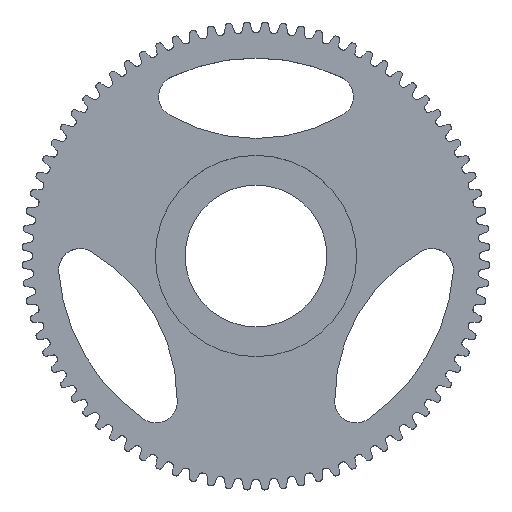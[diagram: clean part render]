
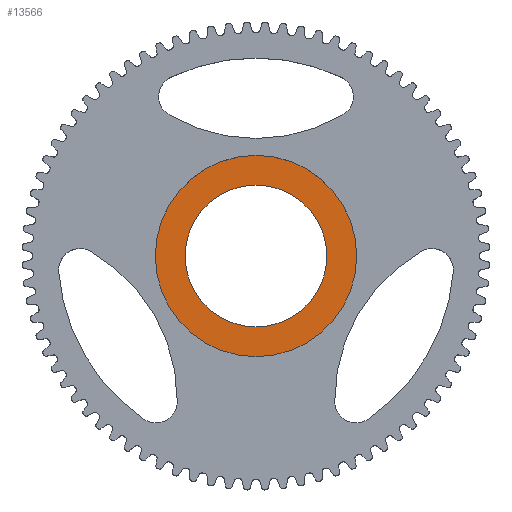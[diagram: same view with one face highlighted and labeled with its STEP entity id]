
A CAD part, top view. The second image highlights one B-rep face of the part: STEP entity #13566.
In plain terms, the highlighted planar face has unit normal (0, 0, 1).
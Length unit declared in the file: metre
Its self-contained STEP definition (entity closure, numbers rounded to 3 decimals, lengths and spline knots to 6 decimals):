
#6527=ORIENTED_EDGE('',*,*,#8761,.T.);
#6528=ORIENTED_EDGE('',*,*,#8760,.F.);
#8760=EDGE_CURVE('',#10201,#10201,#11253,.T.);
#8761=EDGE_CURVE('',#10202,#10202,#11254,.T.);
#10201=VERTEX_POINT('',#23862);
#10202=VERTEX_POINT('',#23865);
#11253=CIRCLE('',#15280,0.02365);
#11254=CIRCLE('',#15282,0.01665);
#11945=EDGE_LOOP('',(#6527));
#11946=EDGE_LOOP('',(#6528));
#12669=FACE_BOUND('',#11945,.T.);
#12670=FACE_BOUND('',#11946,.T.);
#12900=PLANE('',#15281);
#13566=ADVANCED_FACE('',(#12669,#12670),#12900,.F.);
#15280=AXIS2_PLACEMENT_3D('',#23861,#19646,#19647);
#15281=AXIS2_PLACEMENT_3D('',#23863,#19648,#19649);
#15282=AXIS2_PLACEMENT_3D('',#23864,#19650,#19651);
#19646=DIRECTION('',(0.,0.,-1.));
#19647=DIRECTION('',(-1.,0.,0.));
#19648=DIRECTION('',(0.,0.,-1.));
#19649=DIRECTION('',(1.,0.,0.));
#19650=DIRECTION('',(0.,0.,-1.));
#19651=DIRECTION('',(-1.,0.,0.));
#23861=CARTESIAN_POINT('',(0.,0.,0.));
#23862=CARTESIAN_POINT('',(-0.02365,0.,0.));
#23863=CARTESIAN_POINT('',(0.,0.,0.));
#23864=CARTESIAN_POINT('',(0.,0.,0.));
#23865=CARTESIAN_POINT('',(-0.01665,0.,0.));
